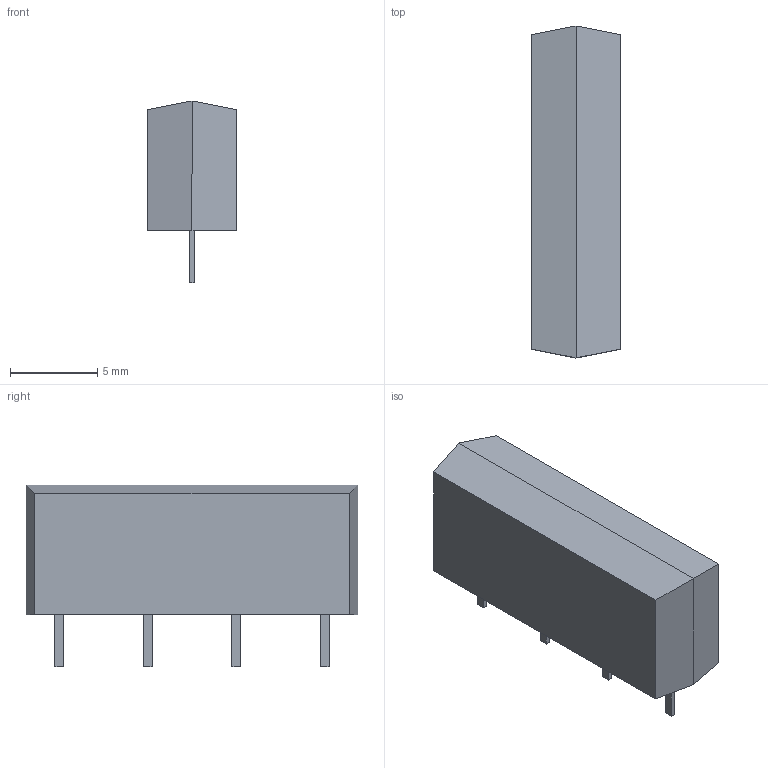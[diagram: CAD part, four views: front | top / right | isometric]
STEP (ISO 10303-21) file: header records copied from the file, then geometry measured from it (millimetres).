
FILE_DESCRIPTION (( 'STEP AP214' ), '1' );
FILE_NAME ('HE3621A0500.STEP', '2023-02-07T21:10:02', ( 'ADMIN' ), ( '' ), 'SwSTEP 2.0', 'SolidWorks 2016', '' );
FILE_SCHEMA (( 'AUTOMOTIVE_DESIGN' ));
Length unit declared in the file: metre
Products named in the file (1): HE3621A0500
Bounding box: 5.08 x 19.05 x 10.45 mm (x, y, z)
Volume: 680.2 mm3; surface area: 534 mm2
Topology: 1 solids, 1 shells, 29 faces, 67 edges, 44 vertices
Faces by surface type: plane 29
Entity records: 839 total; most frequent: CARTESIAN_POINT 141, ORIENTED_EDGE 134, DIRECTION 127, LINE 67, VECTOR 67, EDGE_CURVE 67, VERTEX_POINT 44, EDGE_LOOP 33
